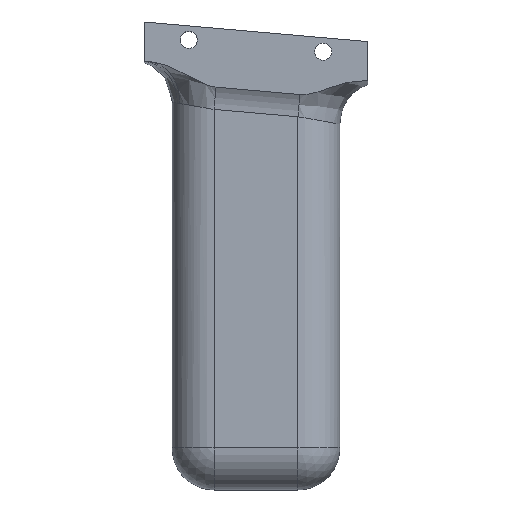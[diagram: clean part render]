
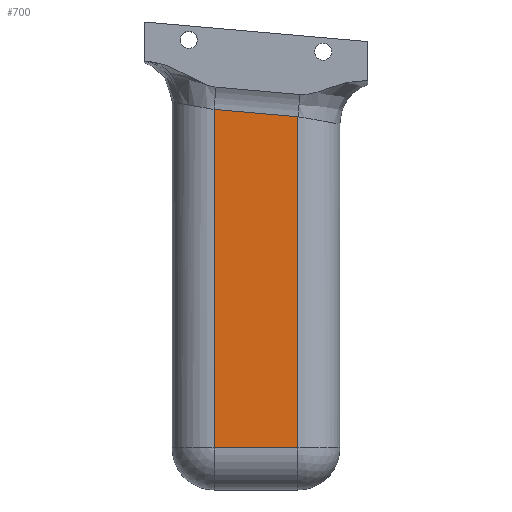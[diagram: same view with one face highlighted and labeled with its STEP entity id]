
A CAD part, top view. The second image highlights one B-rep face of the part: STEP entity #700.
In plain terms, the highlighted planar face has unit normal (0, 0, 1).
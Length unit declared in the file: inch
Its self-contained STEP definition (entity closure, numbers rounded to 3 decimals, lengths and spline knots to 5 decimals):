
#30=PLANE('',#782);
#46=LINE('',#1253,#98);
#59=LINE('',#1466,#111);
#60=LINE('',#1470,#112);
#61=LINE('',#1471,#113);
#98=VECTOR('',#864,0.3937);
#111=VECTOR('',#909,0.3937);
#112=VECTOR('',#914,0.3937);
#113=VECTOR('',#915,0.3937);
#188=FACE_OUTER_BOUND('',#232,.T.);
#232=EDGE_LOOP('',(#539,#540,#541,#542));
#322=VERTEX_POINT('',#1246);
#324=VERTEX_POINT('',#1252);
#340=VERTEX_POINT('',#1465);
#341=VERTEX_POINT('',#1469);
#389=EDGE_CURVE('',#322,#324,#46,.T.);
#416=EDGE_CURVE('',#324,#340,#59,.T.);
#418=EDGE_CURVE('',#341,#322,#60,.T.);
#419=EDGE_CURVE('',#340,#341,#61,.T.);
#539=ORIENTED_EDGE('',*,*,#389,.F.);
#540=ORIENTED_EDGE('',*,*,#418,.F.);
#541=ORIENTED_EDGE('',*,*,#419,.F.);
#542=ORIENTED_EDGE('',*,*,#416,.F.);
#700=ADVANCED_FACE('',(#188),#30,.T.);
#782=AXIS2_PLACEMENT_3D('',#1468,#912,#913);
#864=DIRECTION('',(0.996,-0.087,0.));
#909=DIRECTION('',(0.,-1.,0.));
#912=DIRECTION('center_axis',(0.,0.,1.));
#913=DIRECTION('ref_axis',(1.,0.,0.));
#914=DIRECTION('',(0.,1.,0.));
#915=DIRECTION('',(-1.,0.,0.));
#1246=CARTESIAN_POINT('',(-1.375,-0.35652,1.0575));
#1252=CARTESIAN_POINT('',(-0.625,-0.42213,1.0575));
#1253=CARTESIAN_POINT('',(-0.45281,-0.4372,1.0575));
#1465=CARTESIAN_POINT('',(-0.625,-3.38331,1.0575));
#1466=CARTESIAN_POINT('',(-0.625,-2.80555,1.0575));
#1468=CARTESIAN_POINT('Origin',(-1.,-1.85279,1.0575));
#1469=CARTESIAN_POINT('',(-1.375,-3.38331,1.0575));
#1470=CARTESIAN_POINT('',(-1.375,-0.90004,1.0575));
#1471=CARTESIAN_POINT('',(-1.375,-3.38331,1.0575));
